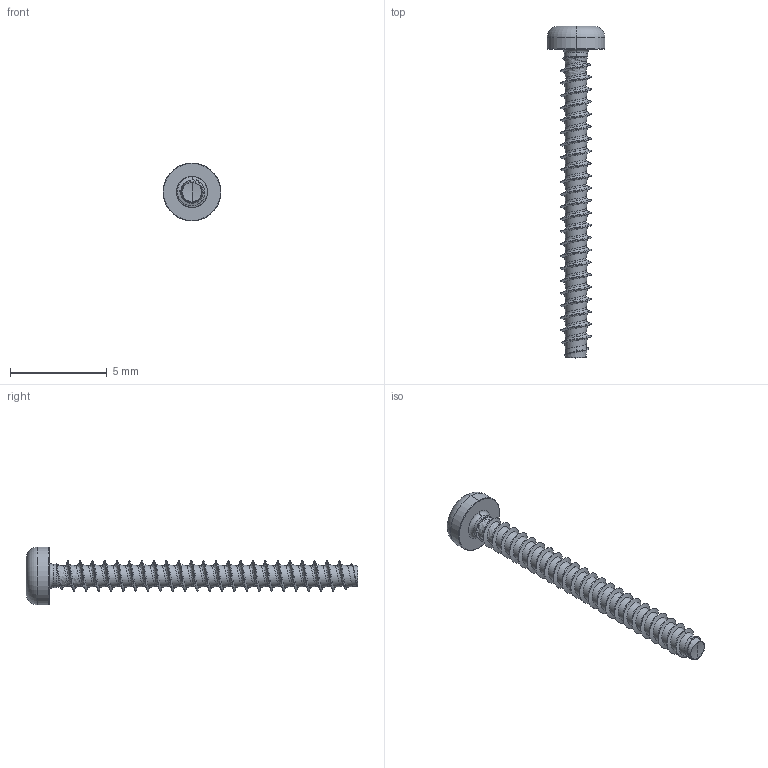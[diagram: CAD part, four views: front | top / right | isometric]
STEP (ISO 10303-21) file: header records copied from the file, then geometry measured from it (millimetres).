
FILE_DESCRIPTION (( 'STEP AP203' ), '1' );
FILE_NAME ('STP390160160.STEP', '2017-08-15T19:01:07', ( '' ), ( '' ), 'SwSTEP 2.0', 'SolidWorks 2015', '' );
FILE_SCHEMA (( 'CONFIG_CONTROL_DESIGN' ));
Length unit declared in the file: millimetre
Products named in the file (1): STP390160160
Bounding box: 3 x 17.2 x 3 mm (x, y, z)
Volume: 24.3 mm3; surface area: 118.2 mm2
Topology: 1 solids, 1 shells, 131 faces, 341 edges, 212 vertices
Faces by surface type: cylinder 73, bspline 35, cone 11, torus 6, sphere 4, plane 2
Entity records: 32350 total; most frequent: CARTESIAN_POINT 29597, ORIENTED_EDGE 678, DIRECTION 404, EDGE_CURVE 339, VERTEX_POINT 212, AXIS2_PLACEMENT_3D 158, B_SPLINE_CURVE_WITH_KNOTS 141, EDGE_LOOP 133
